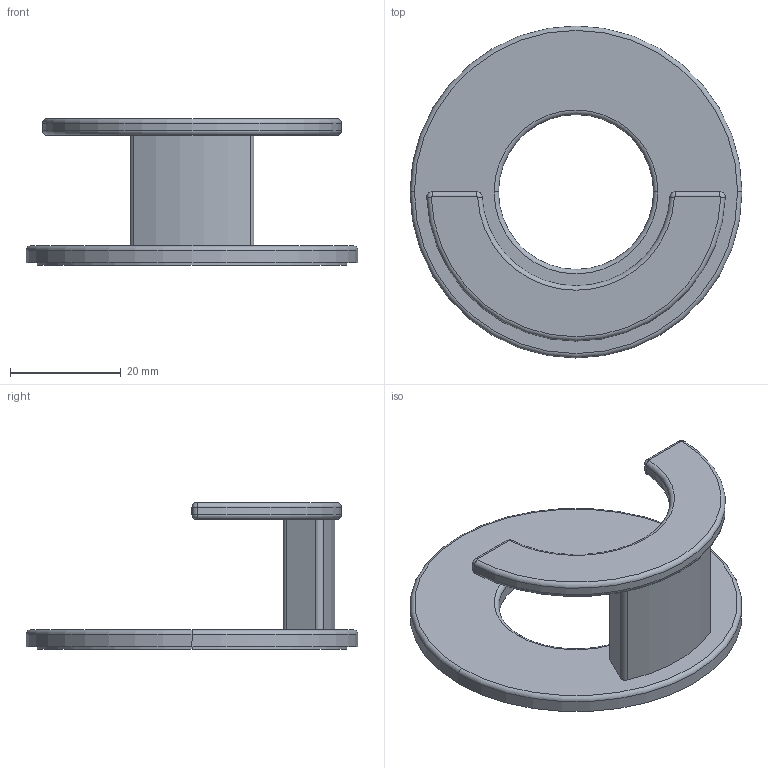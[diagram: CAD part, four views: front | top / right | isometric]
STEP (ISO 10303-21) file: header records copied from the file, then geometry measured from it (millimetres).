
FILE_DESCRIPTION(('Creo Elements/Direct Modeling STEP Export'),'2;1');
FILE_NAME('2332.stp','2022-05-04T 9:25:25',(''),(''),'Creo Elements/Direct Modeling STEP processor for AP214 (Solid Model)','Creo Elements/Direct Modeling 20.0 12-Nov-2016 (C) Parametric Technology GmbH','');
FILE_SCHEMA(('AUTOMOTIVE_DESIGN { 1 0 10303 214 1 1 1 1 }'));
Length unit declared in the file: millimetre
Products named in the file (5): Haken; Klebepad; Schraube_M_4x10_DIN_965.1; Montageplatte; ZN-9234
Assembly tree (4 placements, depth 2):
  ZN-9234
    Montageplatte
    Schraube_M_4x10_DIN_965.1
    Klebepad
    Haken
Bounding box: 60 x 60 x 26.5 mm (x, y, z)
Volume: 11446.7 mm3; surface area: 13762.3 mm2
Topology: 4 solids, 4 shells, 105 faces, 238 edges, 145 vertices
Faces by surface type: cylinder 46, plane 37, torus 16, cone 6
Entity records: 3006 total; most frequent: CARTESIAN_POINT 538, DIRECTION 500, ORIENTED_EDGE 472, EDGE_CURVE 236, AXIS2_PLACEMENT_3D 199, VERTEX_POINT 145, EDGE_LOOP 121, FACE_OUTER_BOUND 105
